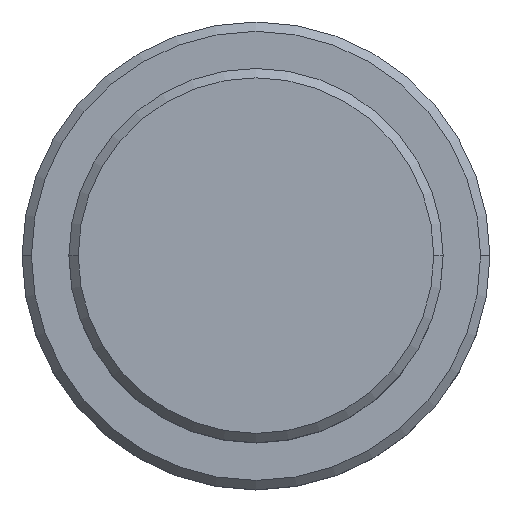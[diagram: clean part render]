
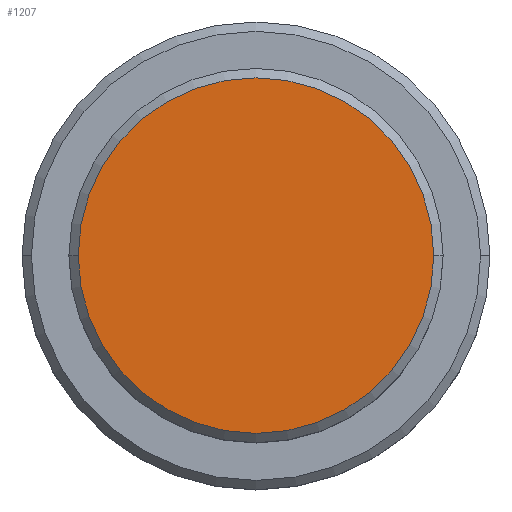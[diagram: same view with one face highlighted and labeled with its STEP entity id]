
A CAD part, top view. The second image highlights one B-rep face of the part: STEP entity #1207.
In plain terms, the highlighted planar face has unit normal (0, 0, 1).
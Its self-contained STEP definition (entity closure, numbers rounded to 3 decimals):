
#83 = DIRECTION ( 'NONE',  ( 1., 0., 0. ) ) ;
#185 = CARTESIAN_POINT ( 'NONE',  ( 9.5, 0., 0. ) ) ;
#230 = ORIENTED_EDGE ( 'NONE', *, *, #733, .T. ) ;
#283 = CARTESIAN_POINT ( 'NONE',  ( -9.5, 0., 0. ) ) ;
#309 = EDGE_CURVE ( 'NONE', #1297, #769, #735, .T. ) ;
#582 = AXIS2_PLACEMENT_3D ( 'NONE', #979, #1057, #1280 ) ;
#637 = DIRECTION ( 'NONE',  ( 1., 0., 0. ) ) ;
#720 = DIRECTION ( 'NONE',  ( 0., 0., 1. ) ) ;
#733 = EDGE_CURVE ( 'NONE', #769, #1297, #810, .T. ) ;
#735 = CIRCLE ( 'NONE', #918, 9.5 ) ;
#769 = VERTEX_POINT ( 'NONE', #283 ) ;
#810 = CIRCLE ( 'NONE', #582, 9.5 ) ;
#918 = AXIS2_PLACEMENT_3D ( 'NONE', #930, #720, #637 ) ;
#930 = CARTESIAN_POINT ( 'NONE',  ( 0., 0., 0. ) ) ;
#968 = CARTESIAN_POINT ( 'NONE',  ( 0., 0., 0. ) ) ;
#979 = CARTESIAN_POINT ( 'NONE',  ( 0., 0., 0. ) ) ;
#1057 = DIRECTION ( 'NONE',  ( 0., 0., 1. ) ) ;
#1107 = ORIENTED_EDGE ( 'NONE', *, *, #309, .T. ) ;
#1178 = PLANE ( 'NONE',  #1365 ) ;
#1202 = FACE_OUTER_BOUND ( 'NONE', #1242, .T. ) ;
#1207 = ADVANCED_FACE ( 'NONE', ( #1202 ), #1178, .T. ) ;
#1210 = DIRECTION ( 'NONE',  ( 0., 0., 1. ) ) ;
#1242 = EDGE_LOOP ( 'NONE', ( #230, #1107 ) ) ;
#1280 = DIRECTION ( 'NONE',  ( 1., 0., 0. ) ) ;
#1297 = VERTEX_POINT ( 'NONE', #185 ) ;
#1365 = AXIS2_PLACEMENT_3D ( 'NONE', #968, #1210, #83 ) ;
